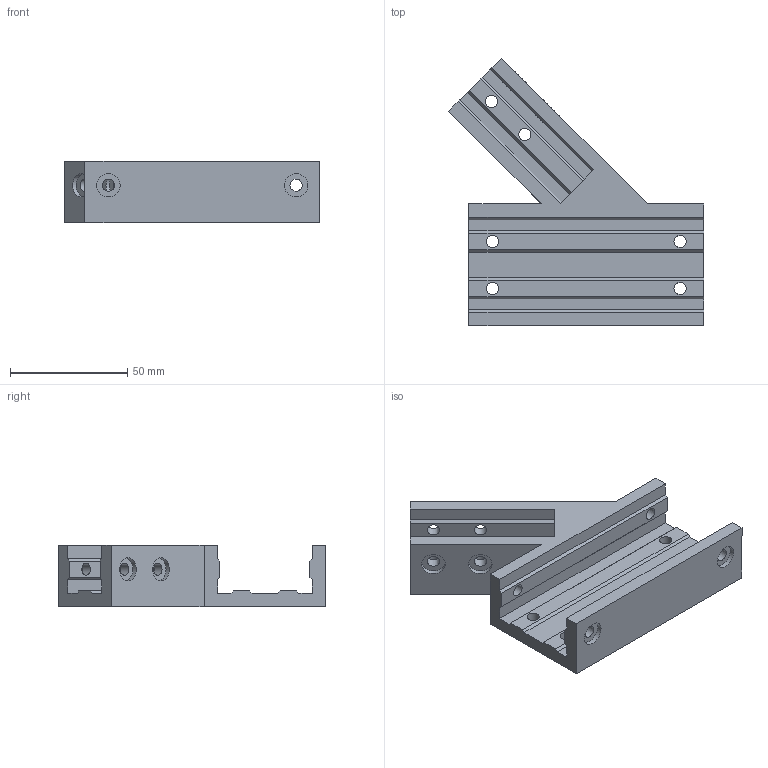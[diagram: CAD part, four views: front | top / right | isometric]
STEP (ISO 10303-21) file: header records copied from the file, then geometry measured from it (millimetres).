
FILE_DESCRIPTION(/* description */ (''),/* implementation_level */ '2;1');
FILE_NAME(/* name */ '1-Side_Support_Top_Brace_Left v1.step',/* time_stamp */ '2019-04-10T16:02:37+02:00',/* author */ ('3D-Gussner'),/* organization */ (''),/* preprocessor_version */ 'ST-DEVELOPER v18',/* originating_system */ 'Autodesk Translation Framework v8.2.0.1029',/* authorisation */ '');
FILE_SCHEMA (('AUTOMOTIVE_DESIGN { 1 0 10303 214 3 1 1 }'));
Length unit declared in the file: millimetre
Products named in the file (1): 1-Side_Support_Top_Brace_Left
Bounding box: 108.73 x 114.06 x 26.15 mm (x, y, z)
Volume: 88939.5 mm3; surface area: 33204.1 mm2
Topology: 1 solids, 1 shells, 88 faces, 216 edges, 144 vertices
Faces by surface type: plane 60, cylinder 28
Full cylindrical faces by diameter (mm): 5.2 x14, 10 x14
Entity records: 2692 total; most frequent: DIRECTION 450, CARTESIAN_POINT 449, ORIENTED_EDGE 432, EDGE_CURVE 216, LINE 160, VECTOR 160, AXIS2_PLACEMENT_3D 145, VERTEX_POINT 144
